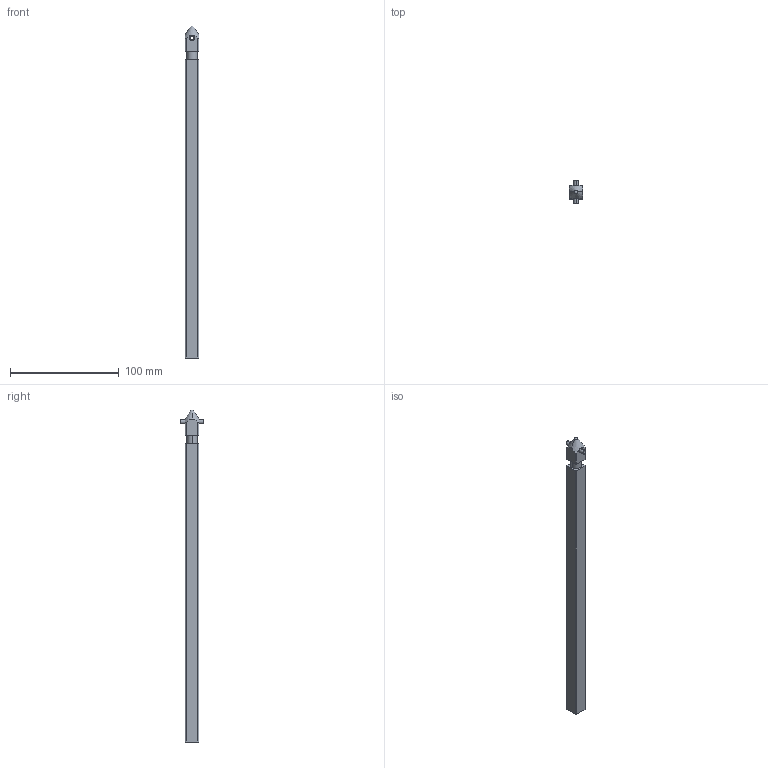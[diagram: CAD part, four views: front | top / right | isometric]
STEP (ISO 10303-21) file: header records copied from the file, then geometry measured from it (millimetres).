
FILE_DESCRIPTION (( 'STEP AP203' ), '1' );
FILE_NAME ('GCBX5-SFT-12.step', '2021-09-02T13:05:31', ( '' ), ( '' ), 'SwSTEP 2.0', 'SolidWorks 2021', '' );
FILE_SCHEMA (( 'CONFIG_CONTROL_DESIGN' ));
Length unit declared in the file: inch
Products named in the file (1): GCBX5-SFT-12
Bounding box: 12.7 x 21.5 x 304.8 mm (x, y, z)
Volume: 47178.1 mm3; surface area: 15330.6 mm2
Topology: 1 solids, 1 shells, 39 faces, 107 edges, 70 vertices
Faces by surface type: cylinder 17, plane 15, cone 6, bspline 1
Entity records: 1447 total; most frequent: CARTESIAN_POINT 362, ORIENTED_EDGE 214, DIRECTION 213, EDGE_CURVE 107, AXIS2_PLACEMENT_3D 81, VERTEX_POINT 70, VECTOR 51, LINE 51
